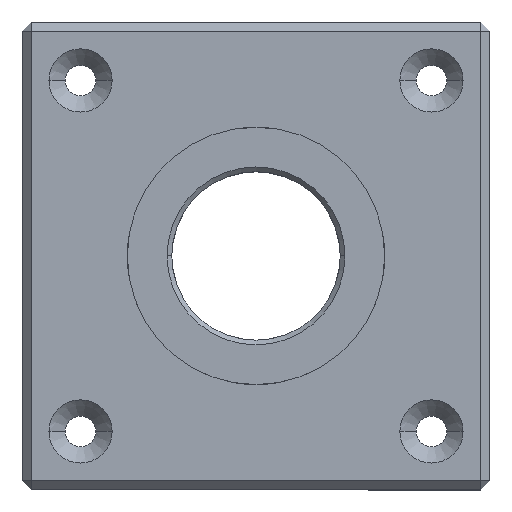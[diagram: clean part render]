
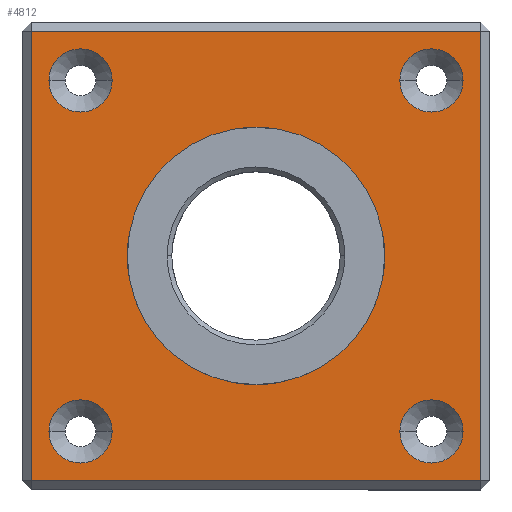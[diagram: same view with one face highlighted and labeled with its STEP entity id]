
A CAD part, top view. The second image highlights one B-rep face of the part: STEP entity #4812.
In plain terms, the highlighted planar face has unit normal (0, 0, 1).
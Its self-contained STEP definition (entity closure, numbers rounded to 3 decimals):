
#203 = VERTEX_POINT ( 'NONE', #970 ) ;
#407 = DIRECTION ( 'NONE',  ( -1., 0., 0. ) ) ;
#689 = VERTEX_POINT ( 'NONE', #3550 ) ;
#782 = DIRECTION ( 'NONE',  ( 0., 0., 1. ) ) ;
#788 = DIRECTION ( 'NONE',  ( 1., 0., 0. ) ) ;
#829 = DIRECTION ( 'NONE',  ( 0., 0., 1. ) ) ;
#970 = CARTESIAN_POINT ( 'NONE',  ( 48., 48., 6. ) ) ;
#980 = CIRCLE ( 'NONE', #4878, 6.75 ) ;
#1225 = CARTESIAN_POINT ( 'NONE',  ( -48., 48., 6. ) ) ;
#1273 = EDGE_CURVE ( 'NONE', #19055, #689, #10105, .T. ) ;
#1497 = AXIS2_PLACEMENT_3D ( 'NONE', #12693, #17646, #4280 ) ;
#1536 = VERTEX_POINT ( 'NONE', #1225 ) ;
#1768 = DIRECTION ( 'NONE',  ( 0., 0., 1. ) ) ;
#1874 = ORIENTED_EDGE ( 'NONE', *, *, #19659, .F. ) ;
#2372 = FACE_BOUND ( 'NONE', #6914, .T. ) ;
#2523 = EDGE_CURVE ( 'NONE', #10750, #16870, #13995, .T. ) ;
#2759 = AXIS2_PLACEMENT_3D ( 'NONE', #9059, #12273, #7346 ) ;
#2902 = FACE_OUTER_BOUND ( 'NONE', #19240, .T. ) ;
#3088 = AXIS2_PLACEMENT_3D ( 'NONE', #8392, #6892, #6603 ) ;
#3121 = ORIENTED_EDGE ( 'NONE', *, *, #18711, .T. ) ;
#3219 = CARTESIAN_POINT ( 'NONE',  ( -48., -50., 6. ) ) ;
#3269 = AXIS2_PLACEMENT_3D ( 'NONE', #17115, #18773, #788 ) ;
#3360 = ORIENTED_EDGE ( 'NONE', *, *, #2523, .F. ) ;
#3437 = DIRECTION ( 'NONE',  ( 1., 0., 0. ) ) ;
#3550 = CARTESIAN_POINT ( 'NONE',  ( -30.75, -37.5, 6. ) ) ;
#3612 = VERTEX_POINT ( 'NONE', #15051 ) ;
#3816 = LINE ( 'NONE', #3219, #4083 ) ;
#3981 = ORIENTED_EDGE ( 'NONE', *, *, #1273, .F. ) ;
#4076 = EDGE_CURVE ( 'NONE', #17529, #4978, #5200, .T. ) ;
#4083 = VECTOR ( 'NONE', #12873, 1000. ) ;
#4167 = DIRECTION ( 'NONE',  ( 1., 0., 0. ) ) ;
#4248 = CARTESIAN_POINT ( 'NONE',  ( 48., -48., 6. ) ) ;
#4280 = DIRECTION ( 'NONE',  ( 1., 0., 0. ) ) ;
#4710 = EDGE_CURVE ( 'NONE', #4978, #17529, #17740, .T. ) ;
#4812 = ADVANCED_FACE ( 'NONE', ( #8501, #2372, #12335, #7771, #2902, #20603 ), #6136, .T. ) ;
#4878 = AXIS2_PLACEMENT_3D ( 'NONE', #20209, #8504, #16731 ) ;
#4924 = ORIENTED_EDGE ( 'NONE', *, *, #17909, .T. ) ;
#4944 = CARTESIAN_POINT ( 'NONE',  ( 37.5, 37.5, 6. ) ) ;
#4978 = VERTEX_POINT ( 'NONE', #20329 ) ;
#5200 = CIRCLE ( 'NONE', #3269, 6.75 ) ;
#5323 = EDGE_LOOP ( 'NONE', ( #9974, #3981 ) ) ;
#5516 = EDGE_LOOP ( 'NONE', ( #16265, #20673 ) ) ;
#6000 = ORIENTED_EDGE ( 'NONE', *, *, #6849, .T. ) ;
#6128 = EDGE_LOOP ( 'NONE', ( #17101, #1874 ) ) ;
#6136 = PLANE ( 'NONE',  #12451 ) ;
#6240 = CARTESIAN_POINT ( 'NONE',  ( -44.25, 37.5, 6. ) ) ;
#6539 = CIRCLE ( 'NONE', #2759, 21. ) ;
#6603 = DIRECTION ( 'NONE',  ( 0., 1., 0. ) ) ;
#6779 = CARTESIAN_POINT ( 'NONE',  ( -50., 48., 6. ) ) ;
#6791 = DIRECTION ( 'NONE',  ( 1., 0., 0. ) ) ;
#6849 = EDGE_CURVE ( 'NONE', #15035, #203, #19782, .T. ) ;
#6892 = DIRECTION ( 'NONE',  ( 0., 0., -1. ) ) ;
#6914 = EDGE_LOOP ( 'NONE', ( #19111, #3360 ) ) ;
#7269 = ORIENTED_EDGE ( 'NONE', *, *, #11384, .T. ) ;
#7346 = DIRECTION ( 'NONE',  ( 0., 1., 0. ) ) ;
#7372 = AXIS2_PLACEMENT_3D ( 'NONE', #15511, #829, #12421 ) ;
#7771 = FACE_BOUND ( 'NONE', #5516, .T. ) ;
#7791 = VERTEX_POINT ( 'NONE', #16540 ) ;
#8053 = VERTEX_POINT ( 'NONE', #6240 ) ;
#8165 = CARTESIAN_POINT ( 'NONE',  ( 0., 21., 6. ) ) ;
#8392 = CARTESIAN_POINT ( 'NONE',  ( 0., 0., 6. ) ) ;
#8404 = CIRCLE ( 'NONE', #18293, 6.75 ) ;
#8458 = ORIENTED_EDGE ( 'NONE', *, *, #15537, .T. ) ;
#8501 = FACE_BOUND ( 'NONE', #6128, .T. ) ;
#8504 = DIRECTION ( 'NONE',  ( 0., 0., 1. ) ) ;
#8544 = CIRCLE ( 'NONE', #1497, 6.75 ) ;
#8726 = AXIS2_PLACEMENT_3D ( 'NONE', #11387, #13052, #14750 ) ;
#8854 = EDGE_CURVE ( 'NONE', #689, #19055, #8544, .T. ) ;
#9059 = CARTESIAN_POINT ( 'NONE',  ( 0., 0., 6. ) ) ;
#9974 = ORIENTED_EDGE ( 'NONE', *, *, #8854, .F. ) ;
#10105 = CIRCLE ( 'NONE', #8726, 6.75 ) ;
#10325 = CARTESIAN_POINT ( 'NONE',  ( 44.25, 37.5, 6. ) ) ;
#10396 = CARTESIAN_POINT ( 'NONE',  ( -44.25, -37.5, 6. ) ) ;
#10750 = VERTEX_POINT ( 'NONE', #12865 ) ;
#11384 = EDGE_CURVE ( 'NONE', #17579, #15035, #19988, .T. ) ;
#11387 = CARTESIAN_POINT ( 'NONE',  ( -37.5, -37.5, 6. ) ) ;
#11667 = EDGE_CURVE ( 'NONE', #3612, #8053, #980, .T. ) ;
#11672 = CIRCLE ( 'NONE', #3088, 21. ) ;
#11688 = CARTESIAN_POINT ( 'NONE',  ( 30.75, -37.5, 6. ) ) ;
#12273 = DIRECTION ( 'NONE',  ( 0., 0., -1. ) ) ;
#12335 = FACE_BOUND ( 'NONE', #5323, .T. ) ;
#12421 = DIRECTION ( 'NONE',  ( 1., 0., 0. ) ) ;
#12451 = AXIS2_PLACEMENT_3D ( 'NONE', #19107, #17451, #16003 ) ;
#12458 = LINE ( 'NONE', #6779, #13489 ) ;
#12693 = CARTESIAN_POINT ( 'NONE',  ( -37.5, -37.5, 6. ) ) ;
#12865 = CARTESIAN_POINT ( 'NONE',  ( 30.75, 37.5, 6. ) ) ;
#12873 = DIRECTION ( 'NONE',  ( 0., -1., 0. ) ) ;
#13052 = DIRECTION ( 'NONE',  ( 0., 0., 1. ) ) ;
#13239 = CARTESIAN_POINT ( 'NONE',  ( 37.5, 37.5, 6. ) ) ;
#13489 = VECTOR ( 'NONE', #407, 1000. ) ;
#13995 = CIRCLE ( 'NONE', #16546, 6.75 ) ;
#14750 = DIRECTION ( 'NONE',  ( 1., 0., 0. ) ) ;
#15035 = VERTEX_POINT ( 'NONE', #4248 ) ;
#15051 = CARTESIAN_POINT ( 'NONE',  ( -30.75, 37.5, 6. ) ) ;
#15222 = ORIENTED_EDGE ( 'NONE', *, *, #16468, .T. ) ;
#15287 = CARTESIAN_POINT ( 'NONE',  ( -48., -48., 6. ) ) ;
#15406 = VECTOR ( 'NONE', #20439, 1000. ) ;
#15451 = CARTESIAN_POINT ( 'NONE',  ( 48., 50., 6. ) ) ;
#15511 = CARTESIAN_POINT ( 'NONE',  ( 37.5, -37.5, 6. ) ) ;
#15537 = EDGE_CURVE ( 'NONE', #20779, #7791, #6539, .T. ) ;
#15606 = EDGE_LOOP ( 'NONE', ( #4924, #8458 ) ) ;
#15893 = DIRECTION ( 'NONE',  ( 1., 0., 0. ) ) ;
#16003 = DIRECTION ( 'NONE',  ( 0., -1., 0. ) ) ;
#16265 = ORIENTED_EDGE ( 'NONE', *, *, #4710, .F. ) ;
#16468 = EDGE_CURVE ( 'NONE', #1536, #17579, #3816, .T. ) ;
#16540 = CARTESIAN_POINT ( 'NONE',  ( 0., -21., 6. ) ) ;
#16546 = AXIS2_PLACEMENT_3D ( 'NONE', #4944, #16586, #6791 ) ;
#16586 = DIRECTION ( 'NONE',  ( 0., 0., 1. ) ) ;
#16731 = DIRECTION ( 'NONE',  ( 1., 0., 0. ) ) ;
#16800 = CIRCLE ( 'NONE', #19272, 6.75 ) ;
#16870 = VERTEX_POINT ( 'NONE', #10325 ) ;
#16875 = VECTOR ( 'NONE', #15893, 1000. ) ;
#17038 = EDGE_CURVE ( 'NONE', #16870, #10750, #8404, .T. ) ;
#17101 = ORIENTED_EDGE ( 'NONE', *, *, #11667, .F. ) ;
#17115 = CARTESIAN_POINT ( 'NONE',  ( 37.5, -37.5, 6. ) ) ;
#17451 = DIRECTION ( 'NONE',  ( 0., 0., 1. ) ) ;
#17529 = VERTEX_POINT ( 'NONE', #11688 ) ;
#17579 = VERTEX_POINT ( 'NONE', #15287 ) ;
#17646 = DIRECTION ( 'NONE',  ( 0., 0., 1. ) ) ;
#17740 = CIRCLE ( 'NONE', #7372, 6.75 ) ;
#17909 = EDGE_CURVE ( 'NONE', #7791, #20779, #11672, .T. ) ;
#18293 = AXIS2_PLACEMENT_3D ( 'NONE', #13239, #1768, #3437 ) ;
#18711 = EDGE_CURVE ( 'NONE', #203, #1536, #12458, .T. ) ;
#18773 = DIRECTION ( 'NONE',  ( 0., 0., 1. ) ) ;
#18918 = CARTESIAN_POINT ( 'NONE',  ( -37.5, 37.5, 6. ) ) ;
#19055 = VERTEX_POINT ( 'NONE', #10396 ) ;
#19107 = CARTESIAN_POINT ( 'NONE',  ( 0., 0., 6. ) ) ;
#19111 = ORIENTED_EDGE ( 'NONE', *, *, #17038, .F. ) ;
#19240 = EDGE_LOOP ( 'NONE', ( #15222, #7269, #6000, #3121 ) ) ;
#19272 = AXIS2_PLACEMENT_3D ( 'NONE', #18918, #782, #4167 ) ;
#19659 = EDGE_CURVE ( 'NONE', #8053, #3612, #16800, .T. ) ;
#19782 = LINE ( 'NONE', #15451, #15406 ) ;
#19988 = LINE ( 'NONE', #20812, #16875 ) ;
#20209 = CARTESIAN_POINT ( 'NONE',  ( -37.5, 37.5, 6. ) ) ;
#20329 = CARTESIAN_POINT ( 'NONE',  ( 44.25, -37.5, 6. ) ) ;
#20439 = DIRECTION ( 'NONE',  ( 0., 1., 0. ) ) ;
#20603 = FACE_BOUND ( 'NONE', #15606, .T. ) ;
#20673 = ORIENTED_EDGE ( 'NONE', *, *, #4076, .F. ) ;
#20779 = VERTEX_POINT ( 'NONE', #8165 ) ;
#20812 = CARTESIAN_POINT ( 'NONE',  ( 50., -48., 6. ) ) ;
